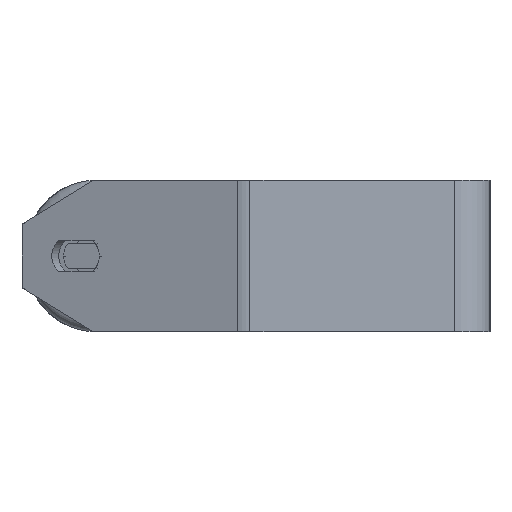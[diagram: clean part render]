
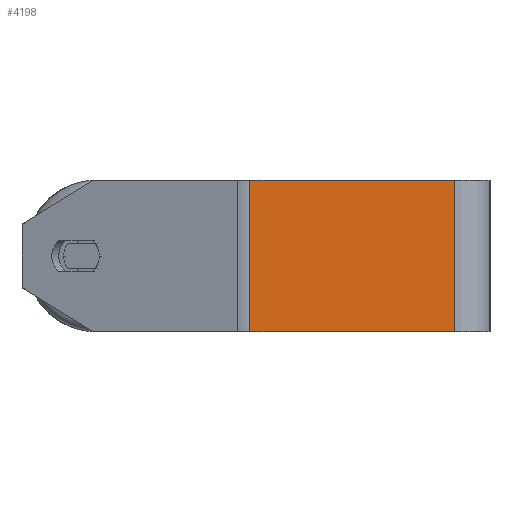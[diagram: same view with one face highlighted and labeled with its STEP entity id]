
A CAD part, left-side view. The second image highlights one B-rep face of the part: STEP entity #4198.
In plain terms, the highlighted planar face has unit normal (-1, 0, 0).
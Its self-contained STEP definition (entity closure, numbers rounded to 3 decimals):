
#374 = CARTESIAN_POINT ( 'NONE',  ( -400., 94.802, -30. ) ) ;
#445 = CARTESIAN_POINT ( 'NONE',  ( -400., 14., 30. ) ) ;
#551 = VECTOR ( 'NONE', #4421, 1000. ) ;
#871 = CARTESIAN_POINT ( 'NONE',  ( -400., 94.802, 30. ) ) ;
#896 = CARTESIAN_POINT ( 'NONE',  ( -400., 97.27, -30. ) ) ;
#1283 = DIRECTION ( 'NONE',  ( 0., -1., 0. ) ) ;
#1467 = LINE ( 'NONE', #4720, #7654 ) ;
#1646 = LINE ( 'NONE', #445, #7874 ) ;
#2066 = VERTEX_POINT ( 'NONE', #3418 ) ;
#2224 = VERTEX_POINT ( 'NONE', #3312 ) ;
#2431 = EDGE_CURVE ( 'NONE', #7852, #2066, #4950, .T. ) ;
#2703 = CARTESIAN_POINT ( 'NONE',  ( -400., 97.27, 30. ) ) ;
#3312 = CARTESIAN_POINT ( 'NONE',  ( -400., 94.802, 30. ) ) ;
#3418 = CARTESIAN_POINT ( 'NONE',  ( -400., 14., -30. ) ) ;
#3726 = EDGE_CURVE ( 'NONE', #2224, #5952, #1467, .T. ) ;
#3905 = DIRECTION ( 'NONE',  ( 0., 0., -1. ) ) ;
#3931 = EDGE_CURVE ( 'NONE', #2224, #7852, #4932, .T. ) ;
#4030 = FACE_OUTER_BOUND ( 'NONE', #4670, .T. ) ;
#4104 = AXIS2_PLACEMENT_3D ( 'NONE', #2703, #5409, #4967 ) ;
#4198 = ADVANCED_FACE ( 'NONE', ( #4030 ), #6070, .F. ) ;
#4421 = DIRECTION ( 'NONE',  ( 0., -1., 0. ) ) ;
#4670 = EDGE_LOOP ( 'NONE', ( #6226, #6606, #5062, #7771 ) ) ;
#4720 = CARTESIAN_POINT ( 'NONE',  ( -400., 97.27, 30. ) ) ;
#4932 = LINE ( 'NONE', #871, #5373 ) ;
#4950 = LINE ( 'NONE', #896, #551 ) ;
#4967 = DIRECTION ( 'NONE',  ( 0., 0., -1. ) ) ;
#5062 = ORIENTED_EDGE ( 'NONE', *, *, #3726, .F. ) ;
#5373 = VECTOR ( 'NONE', #6316, 1000. ) ;
#5409 = DIRECTION ( 'NONE',  ( 1., 0., 0. ) ) ;
#5952 = VERTEX_POINT ( 'NONE', #7765 ) ;
#6070 = PLANE ( 'NONE',  #4104 ) ;
#6226 = ORIENTED_EDGE ( 'NONE', *, *, #2431, .T. ) ;
#6316 = DIRECTION ( 'NONE',  ( 0., 0., -1. ) ) ;
#6606 = ORIENTED_EDGE ( 'NONE', *, *, #8605, .F. ) ;
#7654 = VECTOR ( 'NONE', #1283, 1000. ) ;
#7765 = CARTESIAN_POINT ( 'NONE',  ( -400., 14., 30. ) ) ;
#7771 = ORIENTED_EDGE ( 'NONE', *, *, #3931, .T. ) ;
#7852 = VERTEX_POINT ( 'NONE', #374 ) ;
#7874 = VECTOR ( 'NONE', #3905, 1000. ) ;
#8605 = EDGE_CURVE ( 'NONE', #5952, #2066, #1646, .T. ) ;
